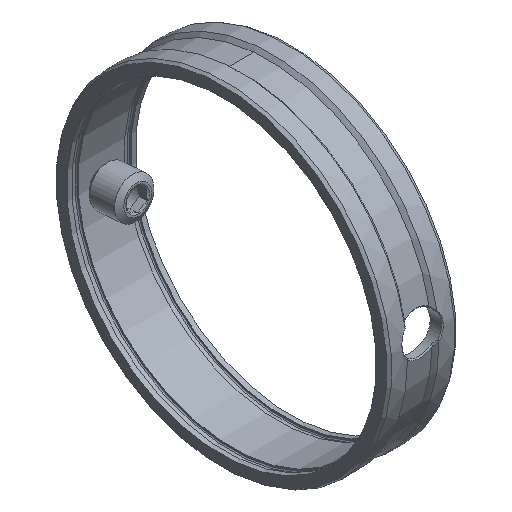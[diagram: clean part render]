
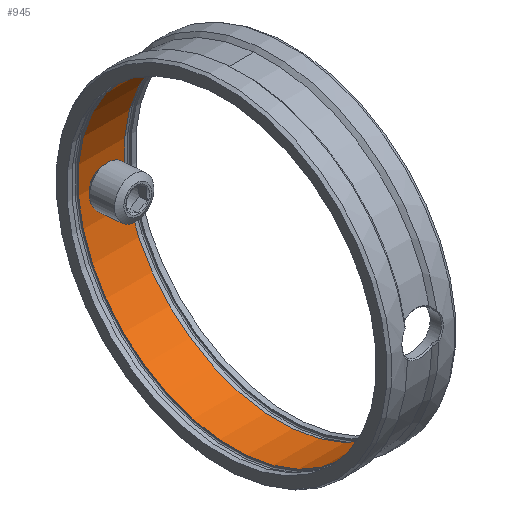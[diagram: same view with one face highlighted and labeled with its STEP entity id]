
A CAD part, isometric view. The second image highlights one B-rep face of the part: STEP entity #945.
In plain terms, the highlighted cylindrical face has radius 31.5 mm (diameter 63 mm), a full revolution.
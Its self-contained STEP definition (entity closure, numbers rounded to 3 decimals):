
#111=B_SPLINE_CURVE_WITH_KNOTS('',3,(#1295,#1296,#1297,#1298,#1299,#1300,
#1301,#1302,#1303,#1304,#1305,#1306,#1307,#1308,#1309,#1310,#1311,#1312,
#1313,#1314,#1315,#1316,#1317,#1318,#1319,#1320,#1321,#1322,#1323,#1324,
#1325,#1326,#1327,#1328,#1329,#1330,#1331,#1332,#1333,#1334,#1335,#1336,
#1337,#1338,#1339,#1340,#1341,#1342,#1343,#1344,#1345,#1346,#1347,#1348,
#1349,#1350,#1351,#1352),.UNSPECIFIED.,.T.,.U.,(4,3,3,3,3,3,3,3,3,3,3,3,
3,3,3,3,3,3,3,4),(0.,0.053,0.107,0.16,
0.214,0.268,0.321,0.375,
0.428,0.482,0.536,0.589,0.642,
0.696,0.75,0.803,0.856,
0.91,0.964,1.),.UNSPECIFIED.);
#181=CIRCLE('',#1005,31.5);
#182=CIRCLE('',#1007,31.5);
#222=VERTEX_POINT('',#1288);
#223=VERTEX_POINT('',#1289);
#224=VERTEX_POINT('',#1292);
#225=VERTEX_POINT('',#1294);
#226=VERTEX_POINT('',#1353);
#227=VERTEX_POINT('',#1354);
#316=VECTOR('',#1106,1.);
#348=LINE('',#1291,#316);
#394=EDGE_CURVE('',#222,#223,#181,.T.);
#395=EDGE_CURVE('',#223,#222,#181,.T.);
#396=EDGE_CURVE('',#222,#224,#348,.T.);
#397=EDGE_CURVE('',#225,#224,#182,.T.);
#398=EDGE_CURVE('',#224,#225,#182,.T.);
#399=EDGE_CURVE('',#226,#227,#111,.T.);
#400=EDGE_CURVE('',#227,#226,#111,.T.);
#555=ORIENTED_EDGE('',*,*,#396,.F.);
#556=ORIENTED_EDGE('',*,*,#394,.T.);
#557=ORIENTED_EDGE('',*,*,#395,.T.);
#558=ORIENTED_EDGE('',*,*,#396,.T.);
#559=ORIENTED_EDGE('',*,*,#397,.F.);
#560=ORIENTED_EDGE('',*,*,#398,.F.);
#561=ORIENTED_EDGE('',*,*,#399,.T.);
#562=ORIENTED_EDGE('',*,*,#400,.T.);
#821=EDGE_LOOP('',(#555,#556,#557,#558,#559,#560));
#822=EDGE_LOOP('',(#561,#562));
#884=FACE_BOUND('',#821,.T.);
#885=FACE_BOUND('',#822,.T.);
#945=ADVANCED_FACE('',(#884,#885),#2184,.F.);
#1005=AXIS2_PLACEMENT_3D('',#1287,#1102,#1103);
#1006=AXIS2_PLACEMENT_3D('',#1290,#1104,#1105);
#1007=AXIS2_PLACEMENT_3D('',#1293,#1107,#1108);
#1102=DIRECTION('',(-1.,0.,0.));
#1103=DIRECTION('',(0.,-2.745,-31.38));
#1104=DIRECTION('',(-1.,0.,0.));
#1105=DIRECTION('',(0.,2.745,31.38));
#1106=DIRECTION('',(1.,0.,0.));
#1107=DIRECTION('',(-1.,0.,0.));
#1108=DIRECTION('',(0.,-2.745,-31.38));
#1287=CARTESIAN_POINT('',(2.3,0.01,0.));
#1288=CARTESIAN_POINT('',(2.3,2.755,31.38));
#1289=CARTESIAN_POINT('',(2.3,-2.735,-31.381));
#1290=CARTESIAN_POINT('',(0.,0.01,0.));
#1291=CARTESIAN_POINT('',(14.,2.755,31.38));
#1292=CARTESIAN_POINT('',(11.7,2.755,31.38));
#1293=CARTESIAN_POINT('',(11.7,0.01,0.));
#1294=CARTESIAN_POINT('',(11.7,-2.735,-31.381));
#1295=CARTESIAN_POINT('',(7.,-30.768,6.708));
#1296=CARTESIAN_POINT('',(6.554,-30.768,6.708));
#1297=CARTESIAN_POINT('',(6.102,-30.784,6.632));
#1298=CARTESIAN_POINT('',(5.682,-30.815,6.487));
#1299=CARTESIAN_POINT('',(5.262,-30.845,6.343));
#1300=CARTESIAN_POINT('',(4.861,-30.89,6.125));
#1301=CARTESIAN_POINT('',(4.513,-30.942,5.852));
#1302=CARTESIAN_POINT('',(4.163,-30.993,5.578));
#1303=CARTESIAN_POINT('',(3.856,-31.053,5.24));
#1304=CARTESIAN_POINT('',(3.617,-31.112,4.865));
#1305=CARTESIAN_POINT('',(3.378,-31.171,4.489));
#1306=CARTESIAN_POINT('',(3.201,-31.229,4.067));
#1307=CARTESIAN_POINT('',(3.1,-31.28,3.631));
#1308=CARTESIAN_POINT('',(3.001,-31.33,3.199));
#1309=CARTESIAN_POINT('',(2.975,-31.374,2.742));
#1310=CARTESIAN_POINT('',(3.025,-31.406,2.299));
#1311=CARTESIAN_POINT('',(3.075,-31.438,1.858));
#1312=CARTESIAN_POINT('',(3.201,-31.461,1.42));
#1313=CARTESIAN_POINT('',(3.393,-31.474,1.019));
#1314=CARTESIAN_POINT('',(3.585,-31.487,0.617));
#1315=CARTESIAN_POINT('',(3.849,-31.491,0.243));
#1316=CARTESIAN_POINT('',(4.162,-31.49,-0.074));
#1317=CARTESIAN_POINT('',(4.478,-31.489,-0.393));
#1318=CARTESIAN_POINT('',(4.852,-31.484,-0.662));
#1319=CARTESIAN_POINT('',(5.256,-31.478,-0.859));
#1320=CARTESIAN_POINT('',(5.659,-31.473,-1.056));
#1321=CARTESIAN_POINT('',(6.103,-31.468,-1.185));
#1322=CARTESIAN_POINT('',(6.549,-31.466,-1.236));
#1323=CARTESIAN_POINT('',(6.991,-31.464,-1.287));
#1324=CARTESIAN_POINT('',(7.449,-31.465,-1.262));
#1325=CARTESIAN_POINT('',(7.884,-31.469,-1.162));
#1326=CARTESIAN_POINT('',(8.317,-31.472,-1.064));
#1327=CARTESIAN_POINT('',(8.739,-31.478,-0.889));
#1328=CARTESIAN_POINT('',(9.115,-31.483,-0.653));
#1329=CARTESIAN_POINT('',(9.494,-31.488,-0.416));
#1330=CARTESIAN_POINT('',(9.837,-31.492,-0.11));
#1331=CARTESIAN_POINT('',(10.116,-31.489,0.238));
#1332=CARTESIAN_POINT('',(10.397,-31.486,0.589));
#1333=CARTESIAN_POINT('',(10.622,-31.477,0.992));
#1334=CARTESIAN_POINT('',(10.772,-31.458,1.416));
#1335=CARTESIAN_POINT('',(10.921,-31.439,1.838));
#1336=CARTESIAN_POINT('',(10.999,-31.41,2.291));
#1337=CARTESIAN_POINT('',(11.,-31.371,2.737));
#1338=CARTESIAN_POINT('',(11.001,-31.332,3.181));
#1339=CARTESIAN_POINT('',(10.925,-31.283,3.629));
#1340=CARTESIAN_POINT('',(10.78,-31.229,4.046));
#1341=CARTESIAN_POINT('',(10.635,-31.175,4.463));
#1342=CARTESIAN_POINT('',(10.415,-31.115,4.86));
#1343=CARTESIAN_POINT('',(10.14,-31.057,5.204));
#1344=CARTESIAN_POINT('',(9.864,-30.999,5.552));
#1345=CARTESIAN_POINT('',(9.523,-30.942,5.856));
#1346=CARTESIAN_POINT('',(9.145,-30.895,6.092));
#1347=CARTESIAN_POINT('',(8.767,-30.848,6.33));
#1348=CARTESIAN_POINT('',(8.341,-30.811,6.506));
#1349=CARTESIAN_POINT('',(7.903,-30.79,6.606));
#1350=CARTESIAN_POINT('',(7.608,-30.775,6.673));
#1351=CARTESIAN_POINT('',(7.303,-30.768,6.708));
#1352=CARTESIAN_POINT('',(7.,-30.768,6.708));
#1353=CARTESIAN_POINT('',(7.,-30.768,6.708));
#1354=CARTESIAN_POINT('',(7.,-31.465,-1.262));
#2184=CYLINDRICAL_SURFACE('',#1006,31.5);
